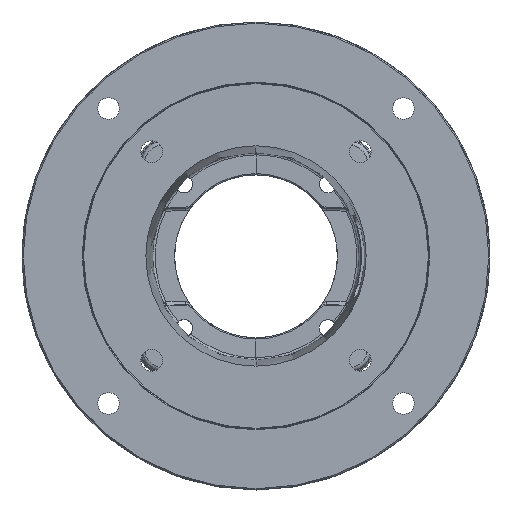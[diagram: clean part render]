
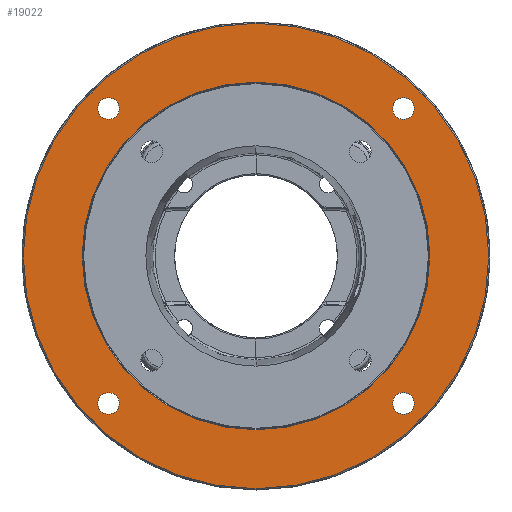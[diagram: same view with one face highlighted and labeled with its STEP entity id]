
A CAD part, top view. The second image highlights one B-rep face of the part: STEP entity #19022.
In plain terms, the highlighted planar face has unit normal (0, 0, 1).
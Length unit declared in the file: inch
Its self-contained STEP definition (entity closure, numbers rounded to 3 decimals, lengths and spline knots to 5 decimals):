
#35=CARTESIAN_POINT('',(0.,0.,-0.08));
#36=DIRECTION('',(0.,0.,1.));
#37=DIRECTION('',(0.,1.,0.));
#38=AXIS2_PLACEMENT_3D('',#35,#36,#37);
#44=CARTESIAN_POINT('',(0.,0.,-0.08));
#45=DIRECTION('',(0.,0.,-1.));
#46=DIRECTION('',(0.,1.,0.));
#47=AXIS2_PLACEMENT_3D('',#44,#45,#46);
#3859=CARTESIAN_POINT('',(-3.62392,3.62392,-0.08));
#3860=DIRECTION('',(0.,0.,-1.));
#3861=DIRECTION('',(-0.707,0.707,0.));
#3862=AXIS2_PLACEMENT_3D('',#3859,#3860,#3861);
#3864=CARTESIAN_POINT('',(-3.62392,3.62392,-0.08));
#3865=DIRECTION('',(0.,0.,-1.));
#3866=DIRECTION('',(0.707,-0.707,0.));
#3867=AXIS2_PLACEMENT_3D('',#3864,#3865,#3866);
#3869=CARTESIAN_POINT('',(-3.62392,-3.62392,-0.08));
#3870=DIRECTION('',(0.,0.,-1.));
#3871=DIRECTION('',(-0.707,-0.707,0.));
#3872=AXIS2_PLACEMENT_3D('',#3869,#3870,#3871);
#3874=CARTESIAN_POINT('',(-3.62392,-3.62392,-0.08));
#3875=DIRECTION('',(0.,0.,-1.));
#3876=DIRECTION('',(0.707,0.707,0.));
#3877=AXIS2_PLACEMENT_3D('',#3874,#3875,#3876);
#3879=CARTESIAN_POINT('',(3.62392,-3.62392,-0.08));
#3880=DIRECTION('',(0.,0.,-1.));
#3881=DIRECTION('',(0.707,-0.707,0.));
#3882=AXIS2_PLACEMENT_3D('',#3879,#3880,#3881);
#3884=CARTESIAN_POINT('',(3.62392,-3.62392,-0.08));
#3885=DIRECTION('',(0.,0.,-1.));
#3886=DIRECTION('',(-0.707,0.707,0.));
#3887=AXIS2_PLACEMENT_3D('',#3884,#3885,#3886);
#3889=CARTESIAN_POINT('',(3.62392,3.62392,-0.08));
#3890=DIRECTION('',(0.,0.,-1.));
#3891=DIRECTION('',(0.707,0.707,0.));
#3892=AXIS2_PLACEMENT_3D('',#3889,#3890,#3891);
#3894=CARTESIAN_POINT('',(3.62392,3.62392,-0.08));
#3895=DIRECTION('',(0.,0.,-1.));
#3896=DIRECTION('',(-0.707,-0.707,0.));
#3897=AXIS2_PLACEMENT_3D('',#3894,#3895,#3896);
#3899=CARTESIAN_POINT('',(0.,0.,-0.08));
#3900=DIRECTION('',(0.,0.,1.));
#3901=DIRECTION('',(0.,1.,0.));
#3902=AXIS2_PLACEMENT_3D('',#3899,#3900,#3901);
#3904=CARTESIAN_POINT('',(0.,0.,-0.08));
#3905=DIRECTION('',(0.,0.,1.));
#3906=DIRECTION('',(0.,-1.,0.));
#3907=AXIS2_PLACEMENT_3D('',#3904,#3905,#3906);
#12192=CARTESIAN_POINT('',(0.,5.72,-0.08));
#12193=CARTESIAN_POINT('',(0.,-5.72,-0.08));
#12194=VERTEX_POINT('',#12192);
#12195=VERTEX_POINT('',#12193);
#12216=CARTESIAN_POINT('',(-3.81131,3.81131,-0.08));
#12217=CARTESIAN_POINT('',(-3.43654,3.43654,-0.08));
#12218=VERTEX_POINT('',#12216);
#12219=VERTEX_POINT('',#12217);
#12260=CARTESIAN_POINT('',(-3.81131,-3.81131,-0.08));
#12261=CARTESIAN_POINT('',(-3.43654,-3.43654,-0.08));
#12262=VERTEX_POINT('',#12260);
#12263=VERTEX_POINT('',#12261);
#12268=CARTESIAN_POINT('',(3.81131,-3.81131,-0.08));
#12269=CARTESIAN_POINT('',(3.43654,-3.43654,-0.08));
#12270=VERTEX_POINT('',#12268);
#12271=VERTEX_POINT('',#12269);
#12276=CARTESIAN_POINT('',(3.81131,3.81131,-0.08));
#12277=CARTESIAN_POINT('',(3.43654,3.43654,-0.08));
#12278=VERTEX_POINT('',#12276);
#12279=VERTEX_POINT('',#12277);
#12296=CARTESIAN_POINT('',(0.,4.271,-0.08));
#12297=CARTESIAN_POINT('',(0.,-4.271,-0.08));
#12298=VERTEX_POINT('',#12296);
#12299=VERTEX_POINT('',#12297);
#18984=CARTESIAN_POINT('',(0.,0.,-0.08));
#18985=DIRECTION('',(0.,0.,1.));
#18986=DIRECTION('',(0.,1.,0.));
#18987=AXIS2_PLACEMENT_3D('',#18984,#18985,#18986);
#18988=PLANE('',#18987);
#18989=ORIENTED_EDGE('',*,*,#12558,.T.);
#18990=ORIENTED_EDGE('',*,*,#12543,.F.);
#18991=EDGE_LOOP('',(#18989,#18990));
#18992=FACE_OUTER_BOUND('',#18991,.F.);
#18994=ORIENTED_EDGE('',*,*,#18993,.F.);
#18996=ORIENTED_EDGE('',*,*,#18995,.F.);
#18997=EDGE_LOOP('',(#18994,#18996));
#18998=FACE_BOUND('',#18997,.F.);
#19000=ORIENTED_EDGE('',*,*,#18999,.F.);
#19002=ORIENTED_EDGE('',*,*,#19001,.F.);
#19003=EDGE_LOOP('',(#19000,#19002));
#19004=FACE_BOUND('',#19003,.F.);
#19006=ORIENTED_EDGE('',*,*,#19005,.F.);
#19008=ORIENTED_EDGE('',*,*,#19007,.F.);
#19009=EDGE_LOOP('',(#19006,#19008));
#19010=FACE_BOUND('',#19009,.F.);
#19012=ORIENTED_EDGE('',*,*,#19011,.F.);
#19014=ORIENTED_EDGE('',*,*,#19013,.F.);
#19015=EDGE_LOOP('',(#19012,#19014));
#19016=FACE_BOUND('',#19015,.F.);
#19018=ORIENTED_EDGE('',*,*,#19017,.T.);
#19019=ORIENTED_EDGE('',*,*,#18974,.T.);
#19020=EDGE_LOOP('',(#19018,#19019));
#19021=FACE_BOUND('',#19020,.F.);
#19022=ADVANCED_FACE('',(#18992,#18998,#19004,#19010,#19016,#19021),#18988,.T.);
#39=CIRCLE('',#38,5.72);
#48=CIRCLE('',#47,5.72);
#3863=CIRCLE('',#3862,0.265);
#3868=CIRCLE('',#3867,0.265);
#3873=CIRCLE('',#3872,0.265);
#3878=CIRCLE('',#3877,0.265);
#3883=CIRCLE('',#3882,0.265);
#3888=CIRCLE('',#3887,0.265);
#3893=CIRCLE('',#3892,0.265);
#3898=CIRCLE('',#3897,0.265);
#3903=CIRCLE('',#3902,4.271);
#3908=CIRCLE('',#3907,4.271);
#12543=EDGE_CURVE('',#12194,#12195,#39,.T.);
#12558=EDGE_CURVE('',#12194,#12195,#48,.T.);
#18974=EDGE_CURVE('',#12299,#12298,#3908,.T.);
#18993=EDGE_CURVE('',#12218,#12219,#3863,.T.);
#18995=EDGE_CURVE('',#12219,#12218,#3868,.T.);
#18999=EDGE_CURVE('',#12262,#12263,#3873,.T.);
#19001=EDGE_CURVE('',#12263,#12262,#3878,.T.);
#19005=EDGE_CURVE('',#12270,#12271,#3883,.T.);
#19007=EDGE_CURVE('',#12271,#12270,#3888,.T.);
#19011=EDGE_CURVE('',#12278,#12279,#3893,.T.);
#19013=EDGE_CURVE('',#12279,#12278,#3898,.T.);
#19017=EDGE_CURVE('',#12298,#12299,#3903,.T.);
